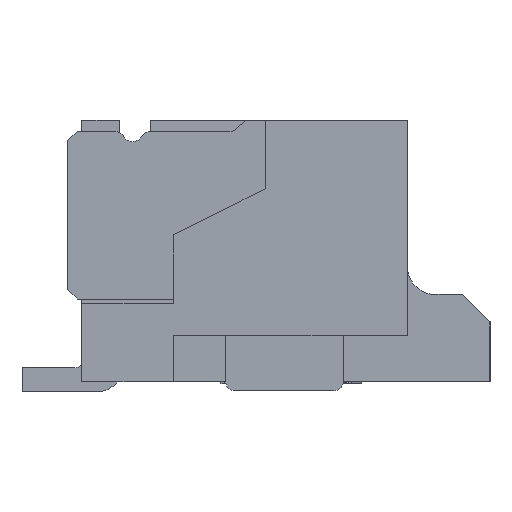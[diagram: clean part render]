
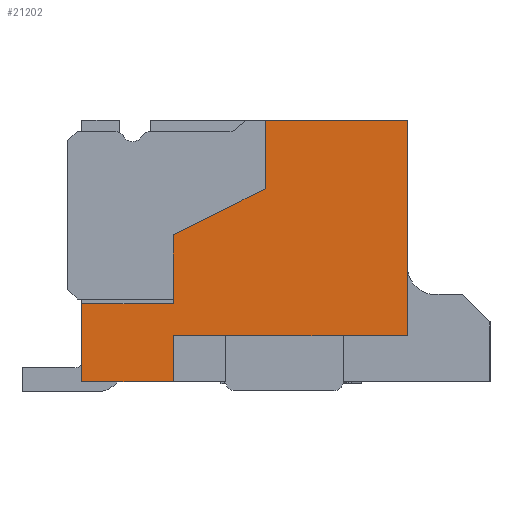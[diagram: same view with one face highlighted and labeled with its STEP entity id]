
A CAD part, left-side view. The second image highlights one B-rep face of the part: STEP entity #21202.
In plain terms, the highlighted planar face has unit normal (-1, 0, 0).
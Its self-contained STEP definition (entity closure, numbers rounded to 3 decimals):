
#72 = DIRECTION ( 'NONE',  ( 0., 0., 1. ) ) ;
#429 = EDGE_CURVE ( 'NONE', #19984, #1856, #1784, .T. ) ;
#962 = VERTEX_POINT ( 'NONE', #11314 ) ;
#1784 = LINE ( 'NONE', #24136, #15257 ) ;
#1856 = VERTEX_POINT ( 'NONE', #7703 ) ;
#2335 = CARTESIAN_POINT ( 'NONE',  ( -11., -2.65, 1. ) ) ;
#2719 = EDGE_LOOP ( 'NONE', ( #24255, #19552, #28565, #20696, #21919, #19085, #6073, #24044, #6589, #21415 ) ) ;
#2864 = EDGE_CURVE ( 'NONE', #28226, #20701, #20756, .T. ) ;
#3332 = CARTESIAN_POINT ( 'NONE',  ( -11., 4.45, 1.7 ) ) ;
#3540 = VECTOR ( 'NONE', #25577, 1000. ) ;
#3632 = DIRECTION ( 'NONE',  ( -1., 0., 0. ) ) ;
#3784 = DIRECTION ( 'NONE',  ( 0., 0., 1. ) ) ;
#3836 = CARTESIAN_POINT ( 'NONE',  ( -11., 4.45, 1.7 ) ) ;
#3879 = VECTOR ( 'NONE', #14864, 1000. ) ;
#3936 = AXIS2_PLACEMENT_3D ( 'NONE', #5978, #3632, #10212 ) ;
#4722 = VERTEX_POINT ( 'NONE', #7065 ) ;
#5457 = VECTOR ( 'NONE', #3784, 1000. ) ;
#5978 = CARTESIAN_POINT ( 'NONE',  ( -11., 4.45, 0. ) ) ;
#6073 = ORIENTED_EDGE ( 'NONE', *, *, #7128, .T. ) ;
#6589 = ORIENTED_EDGE ( 'NONE', *, *, #429, .F. ) ;
#7065 = CARTESIAN_POINT ( 'NONE',  ( -11., 0.45, 5.7 ) ) ;
#7128 = EDGE_CURVE ( 'NONE', #28226, #20759, #25554, .T. ) ;
#7407 = VECTOR ( 'NONE', #23793, 1000. ) ;
#7539 = CARTESIAN_POINT ( 'NONE',  ( -11., 0.45, 5.7 ) ) ;
#7703 = CARTESIAN_POINT ( 'NONE',  ( -11., 2.45, 1. ) ) ;
#8318 = CARTESIAN_POINT ( 'NONE',  ( -11., 0.45, 4.2 ) ) ;
#8459 = LINE ( 'NONE', #8318, #7407 ) ;
#9765 = VERTEX_POINT ( 'NONE', #11407 ) ;
#10212 = DIRECTION ( 'NONE',  ( 0., -1., 0. ) ) ;
#10688 = CARTESIAN_POINT ( 'NONE',  ( -11., 4.45, 0. ) ) ;
#11121 = LINE ( 'NONE', #2335, #26727 ) ;
#11314 = CARTESIAN_POINT ( 'NONE',  ( -11., 0.45, 4.2 ) ) ;
#11407 = CARTESIAN_POINT ( 'NONE',  ( -11., 2.45, 1.7 ) ) ;
#11579 = EDGE_CURVE ( 'NONE', #962, #17595, #8459, .T. ) ;
#12355 = VECTOR ( 'NONE', #72, 1000. ) ;
#12362 = LINE ( 'NONE', #7539, #3540 ) ;
#12493 = CARTESIAN_POINT ( 'NONE',  ( -11., 2.45, 3.2 ) ) ;
#13778 = CARTESIAN_POINT ( 'NONE',  ( -11., 2.45, 0. ) ) ;
#14452 = LINE ( 'NONE', #3332, #3879 ) ;
#14501 = CARTESIAN_POINT ( 'NONE',  ( -11., 4.45, 0. ) ) ;
#14535 = CARTESIAN_POINT ( 'NONE',  ( -11., 2.45, 3.2 ) ) ;
#14771 = DIRECTION ( 'NONE',  ( 0., -1., 0. ) ) ;
#14864 = DIRECTION ( 'NONE',  ( 0., -1., 0. ) ) ;
#15257 = VECTOR ( 'NONE', #26422, 1000. ) ;
#15453 = CARTESIAN_POINT ( 'NONE',  ( -11., 4.45, 0. ) ) ;
#16691 = CARTESIAN_POINT ( 'NONE',  ( -11., 2.45, 0. ) ) ;
#16713 = CARTESIAN_POINT ( 'NONE',  ( -11., -2.65, 1. ) ) ;
#16955 = EDGE_CURVE ( 'NONE', #20701, #9765, #14452, .T. ) ;
#17062 = PLANE ( 'NONE',  #3936 ) ;
#17595 = VERTEX_POINT ( 'NONE', #12493 ) ;
#18059 = EDGE_CURVE ( 'NONE', #20759, #1856, #18907, .T. ) ;
#18285 = CARTESIAN_POINT ( 'NONE',  ( -11., -2.65, 5.7 ) ) ;
#18907 = LINE ( 'NONE', #16691, #12355 ) ;
#19085 = ORIENTED_EDGE ( 'NONE', *, *, #2864, .F. ) ;
#19136 = EDGE_CURVE ( 'NONE', #4722, #962, #12362, .T. ) ;
#19309 = DIRECTION ( 'NONE',  ( 0., -1., 0. ) ) ;
#19552 = ORIENTED_EDGE ( 'NONE', *, *, #19136, .T. ) ;
#19577 = FACE_OUTER_BOUND ( 'NONE', #2719, .T. ) ;
#19984 = VERTEX_POINT ( 'NONE', #16713 ) ;
#20696 = ORIENTED_EDGE ( 'NONE', *, *, #24818, .T. ) ;
#20701 = VERTEX_POINT ( 'NONE', #3836 ) ;
#20756 = LINE ( 'NONE', #10688, #5457 ) ;
#20759 = VERTEX_POINT ( 'NONE', #13778 ) ;
#20978 = VECTOR ( 'NONE', #21120, 1000. ) ;
#20984 = EDGE_CURVE ( 'NONE', #19984, #25503, #11121, .T. ) ;
#21120 = DIRECTION ( 'NONE',  ( 0., 0., -1. ) ) ;
#21202 = ADVANCED_FACE ( 'NONE', ( #19577 ), #17062, .T. ) ;
#21415 = ORIENTED_EDGE ( 'NONE', *, *, #20984, .T. ) ;
#21919 = ORIENTED_EDGE ( 'NONE', *, *, #16955, .F. ) ;
#22054 = VECTOR ( 'NONE', #19309, 1000. ) ;
#22092 = DIRECTION ( 'NONE',  ( 0., 0., 1. ) ) ;
#23793 = DIRECTION ( 'NONE',  ( 0., 0.894, -0.447 ) ) ;
#23828 = LINE ( 'NONE', #26244, #22054 ) ;
#24044 = ORIENTED_EDGE ( 'NONE', *, *, #18059, .T. ) ;
#24136 = CARTESIAN_POINT ( 'NONE',  ( -11., -2.65, 1. ) ) ;
#24255 = ORIENTED_EDGE ( 'NONE', *, *, #27495, .F. ) ;
#24818 = EDGE_CURVE ( 'NONE', #17595, #9765, #25582, .T. ) ;
#25503 = VERTEX_POINT ( 'NONE', #18285 ) ;
#25554 = LINE ( 'NONE', #14501, #27994 ) ;
#25577 = DIRECTION ( 'NONE',  ( 0., 0., -1. ) ) ;
#25582 = LINE ( 'NONE', #14535, #20978 ) ;
#26244 = CARTESIAN_POINT ( 'NONE',  ( -11., 0.45, 5.7 ) ) ;
#26422 = DIRECTION ( 'NONE',  ( 0., 1., 0. ) ) ;
#26727 = VECTOR ( 'NONE', #22092, 1000. ) ;
#27495 = EDGE_CURVE ( 'NONE', #4722, #25503, #23828, .T. ) ;
#27994 = VECTOR ( 'NONE', #14771, 1000. ) ;
#28226 = VERTEX_POINT ( 'NONE', #15453 ) ;
#28565 = ORIENTED_EDGE ( 'NONE', *, *, #11579, .T. ) ;
